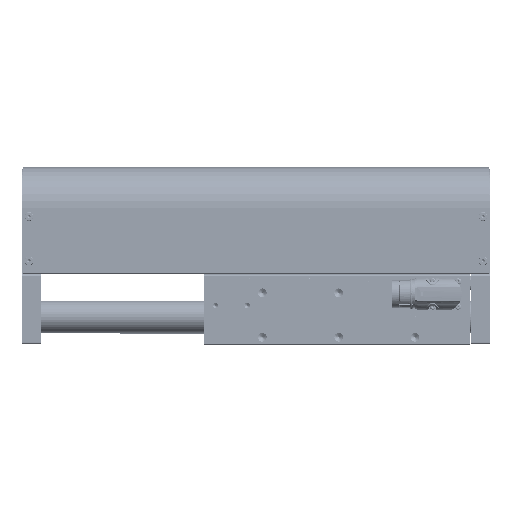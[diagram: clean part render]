
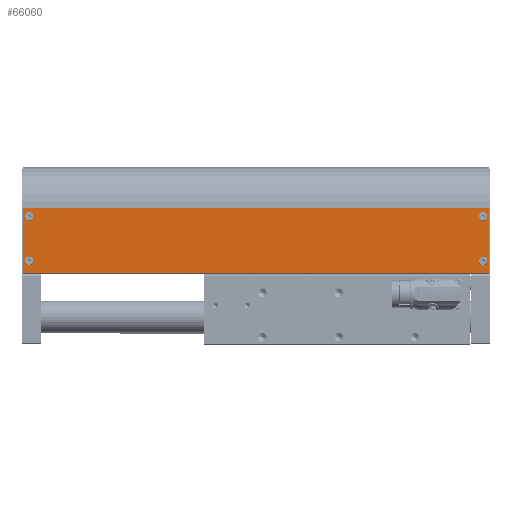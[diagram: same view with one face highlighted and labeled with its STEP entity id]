
A CAD part, top view. The second image highlights one B-rep face of the part: STEP entity #66060.
In plain terms, the highlighted face is planar.
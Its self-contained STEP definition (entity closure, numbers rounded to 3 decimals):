
#1317 = CARTESIAN_POINT ( 'NONE',  ( -32., -7., 7.4 ) ) ;
#2179 = VERTEX_POINT ( 'NONE', #1317 ) ;
#2242 = EDGE_CURVE ( 'NONE', #39426, #39426, #68344, .T. ) ;
#5108 = CARTESIAN_POINT ( 'NONE',  ( -32., -7., 362. ) ) ;
#5492 = CARTESIAN_POINT ( 'NONE',  ( -32., 0., 0. ) ) ;
#5528 = CARTESIAN_POINT ( 'NONE',  ( -32., 0., 367. ) ) ;
#6786 = DIRECTION ( 'NONE',  ( 0., -1., 0. ) ) ;
#6798 = CARTESIAN_POINT ( 'NONE',  ( -32., -42., 5. ) ) ;
#7680 = CIRCLE ( 'NONE', #61155, 2.4 ) ;
#9223 = AXIS2_PLACEMENT_3D ( 'NONE', #5528, #87022, #59224 ) ;
#9236 = DIRECTION ( 'NONE',  ( -1., 0., 0. ) ) ;
#9703 = DIRECTION ( 'NONE',  ( 0., 0., -1. ) ) ;
#10861 = DIRECTION ( 'NONE',  ( 0., 0., 1. ) ) ;
#11134 = EDGE_CURVE ( 'NONE', #15344, #50463, #38173, .T. ) ;
#11281 = CARTESIAN_POINT ( 'NONE',  ( -32., -51.5, 367. ) ) ;
#12593 = CARTESIAN_POINT ( 'NONE',  ( -32., -51.5, 0. ) ) ;
#12693 = EDGE_LOOP ( 'NONE', ( #46182 ) ) ;
#14345 = EDGE_CURVE ( 'NONE', #38435, #15344, #39041, .T. ) ;
#15344 = VERTEX_POINT ( 'NONE', #12593 ) ;
#15375 = EDGE_CURVE ( 'NONE', #77841, #77841, #56321, .T. ) ;
#16811 = EDGE_CURVE ( 'NONE', #52569, #50463, #67766, .T. ) ;
#17008 = DIRECTION ( 'NONE',  ( 0., 0., 1. ) ) ;
#17958 = FACE_BOUND ( 'NONE', #55618, .T. ) ;
#18080 = EDGE_CURVE ( 'NONE', #52569, #38435, #83686, .T. ) ;
#18548 = VERTEX_POINT ( 'NONE', #46254 ) ;
#19572 = ORIENTED_EDGE ( 'NONE', *, *, #14345, .T. ) ;
#22659 = AXIS2_PLACEMENT_3D ( 'NONE', #6798, #32857, #33697 ) ;
#23655 = FACE_BOUND ( 'NONE', #12693, .T. ) ;
#26567 = EDGE_LOOP ( 'NONE', ( #19572, #74950, #58588, #32342 ) ) ;
#28613 = ORIENTED_EDGE ( 'NONE', *, *, #2242, .F. ) ;
#30695 = FACE_BOUND ( 'NONE', #77740, .T. ) ;
#31530 = VECTOR ( 'NONE', #9703, 1000. ) ;
#32342 = ORIENTED_EDGE ( 'NONE', *, *, #18080, .T. ) ;
#32857 = DIRECTION ( 'NONE',  ( -1., 0., 0. ) ) ;
#33478 = CARTESIAN_POINT ( 'NONE',  ( -32., 0., 367. ) ) ;
#33697 = DIRECTION ( 'NONE',  ( 0., 0., 1. ) ) ;
#33703 = VECTOR ( 'NONE', #6786, 1000. ) ;
#33887 = DIRECTION ( 'NONE',  ( 0., -1., 0. ) ) ;
#36881 = FACE_OUTER_BOUND ( 'NONE', #26567, .T. ) ;
#37141 = CIRCLE ( 'NONE', #45533, 2.4 ) ;
#38173 = LINE ( 'NONE', #11281, #55371 ) ;
#38435 = VERTEX_POINT ( 'NONE', #79757 ) ;
#39041 = LINE ( 'NONE', #5492, #33703 ) ;
#39426 = VERTEX_POINT ( 'NONE', #45112 ) ;
#43514 = CARTESIAN_POINT ( 'NONE',  ( -32., -42., 7.4 ) ) ;
#45112 = CARTESIAN_POINT ( 'NONE',  ( -32., -7., 364.4 ) ) ;
#45533 = AXIS2_PLACEMENT_3D ( 'NONE', #84362, #63176, #17008 ) ;
#46182 = ORIENTED_EDGE ( 'NONE', *, *, #57913, .F. ) ;
#46254 = CARTESIAN_POINT ( 'NONE',  ( -32., -42., 364.4 ) ) ;
#50313 = EDGE_CURVE ( 'NONE', #2179, #2179, #37141, .T. ) ;
#50463 = VERTEX_POINT ( 'NONE', #57863 ) ;
#50483 = FACE_BOUND ( 'NONE', #55776, .T. ) ;
#52569 = VERTEX_POINT ( 'NONE', #82388 ) ;
#55371 = VECTOR ( 'NONE', #10861, 1000. ) ;
#55618 = EDGE_LOOP ( 'NONE', ( #28613 ) ) ;
#55776 = EDGE_LOOP ( 'NONE', ( #83709 ) ) ;
#56321 = CIRCLE ( 'NONE', #22659, 2.4 ) ;
#57051 = AXIS2_PLACEMENT_3D ( 'NONE', #5108, #58792, #85726 ) ;
#57863 = CARTESIAN_POINT ( 'NONE',  ( -32., -51.5, 367. ) ) ;
#57913 = EDGE_CURVE ( 'NONE', #18548, #18548, #7680, .T. ) ;
#58588 = ORIENTED_EDGE ( 'NONE', *, *, #16811, .F. ) ;
#58792 = DIRECTION ( 'NONE',  ( -1., 0., 0. ) ) ;
#59224 = DIRECTION ( 'NONE',  ( 0., 1., 0. ) ) ;
#61155 = AXIS2_PLACEMENT_3D ( 'NONE', #64227, #9236, #69530 ) ;
#63176 = DIRECTION ( 'NONE',  ( -1., 0., 0. ) ) ;
#64227 = CARTESIAN_POINT ( 'NONE',  ( -32., -42., 362. ) ) ;
#66060 = ADVANCED_FACE ( 'NONE', ( #36881, #23655, #17958, #50483, #30695 ), #77354, .F. ) ;
#67766 = LINE ( 'NONE', #33478, #77446 ) ;
#68344 = CIRCLE ( 'NONE', #57051, 2.4 ) ;
#68467 = ORIENTED_EDGE ( 'NONE', *, *, #50313, .F. ) ;
#69530 = DIRECTION ( 'NONE',  ( 0., 0., 1. ) ) ;
#74950 = ORIENTED_EDGE ( 'NONE', *, *, #11134, .T. ) ;
#76621 = CARTESIAN_POINT ( 'NONE',  ( -32., 0., 367. ) ) ;
#77354 = PLANE ( 'NONE',  #9223 ) ;
#77446 = VECTOR ( 'NONE', #33887, 1000. ) ;
#77740 = EDGE_LOOP ( 'NONE', ( #68467 ) ) ;
#77841 = VERTEX_POINT ( 'NONE', #43514 ) ;
#79757 = CARTESIAN_POINT ( 'NONE',  ( -32., 0., 0. ) ) ;
#82388 = CARTESIAN_POINT ( 'NONE',  ( -32., 0., 367. ) ) ;
#83686 = LINE ( 'NONE', #76621, #31530 ) ;
#83709 = ORIENTED_EDGE ( 'NONE', *, *, #15375, .F. ) ;
#84362 = CARTESIAN_POINT ( 'NONE',  ( -32., -7., 5. ) ) ;
#85726 = DIRECTION ( 'NONE',  ( 0., 0., 1. ) ) ;
#87022 = DIRECTION ( 'NONE',  ( 1., 0., 0. ) ) ;
